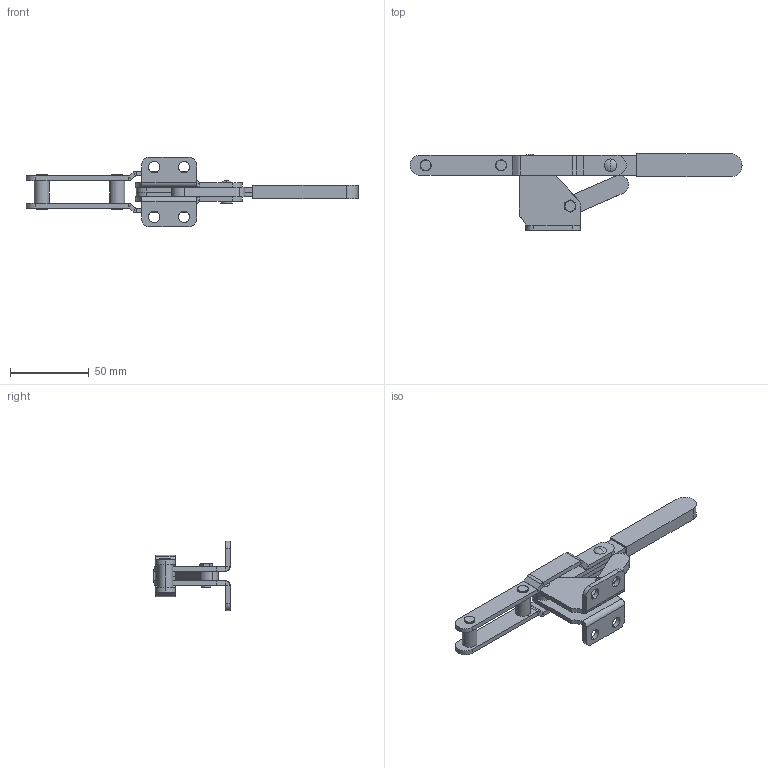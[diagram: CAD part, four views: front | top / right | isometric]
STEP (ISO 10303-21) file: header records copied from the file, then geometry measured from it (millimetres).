
FILE_DESCRIPTION (( 'STEP AP214' ), '1' );
FILE_NAME ('GH-43101(Â²¤Æ).STEP', '2020-07-10T06:26:32', ( 'LinWei' ), ( '' ), 'SwSTEP 2.0', 'SolidWorks 2016', '' );
FILE_SCHEMA (( 'AUTOMOTIVE_DESIGN' ));
Length unit declared in the file: millimetre
Products named in the file (5): GH-43110  6.4-12.8-1^GH-43101(簡化); Group3^GH-43101(簡化); Group2^GH-43101(簡化); Group1^GH-43101(簡化); GH-43101(簡化)
Assembly tree (4 placements, depth 2):
  GH-43101(簡化)
    Group1^GH-43101(簡化)
    Group2^GH-43101(簡化)
    Group3^GH-43101(簡化)
    GH-43110  6.4-12.8-1^GH-43101(簡化)
Bounding box: 211.25 x 48.65 x 44.4 mm (x, y, z)
Volume: 40979.6 mm3; surface area: 26177.7 mm2
Topology: 4 solids, 5 shells, 223 faces, 503 edges, 303 vertices
Faces by surface type: plane 113, cylinder 94, cone 10, sphere 4, bspline 2
Entity records: 7114 total; most frequent: DIRECTION 1147, CARTESIAN_POINT 1134, ORIENTED_EDGE 1006, EDGE_CURVE 503, AXIS2_PLACEMENT_3D 428, VERTEX_POINT 303, VECTOR 291, LINE 291
